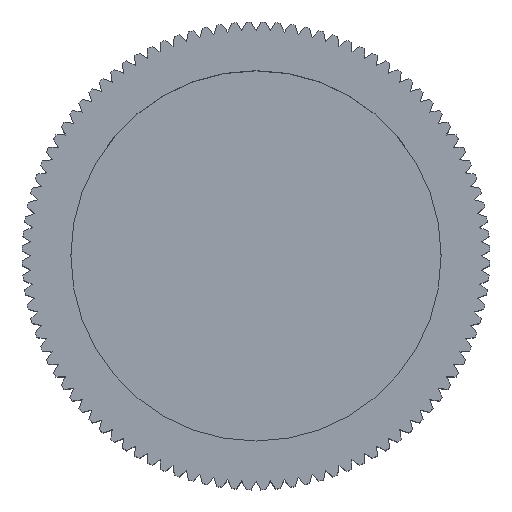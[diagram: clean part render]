
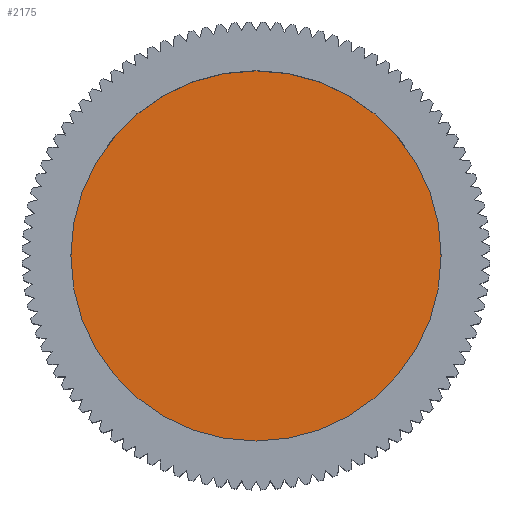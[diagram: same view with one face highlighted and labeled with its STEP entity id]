
A CAD part, top view. The second image highlights one B-rep face of the part: STEP entity #2175.
In plain terms, the highlighted planar face has unit normal (0, 0, 1).
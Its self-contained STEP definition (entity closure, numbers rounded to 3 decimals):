
#2175=ADVANCED_FACE('',(#6000),#6001,.F.);
#2471=EDGE_CURVE('',#4299,#3841,#6329,.T.);
#3841=VERTEX_POINT('',#7820);
#4299=VERTEX_POINT('',#8307);
#4463=EDGE_CURVE('',#3841,#4299,#8484,.T.);
#6000=FACE_OUTER_BOUND('',#10305,.T.);
#6001=PLANE('',#10306);
#6329=CIRCLE('',#10876,9.5);
#7820=CARTESIAN_POINT('',(-9.5,0.,10.5));
#8307=CARTESIAN_POINT('',(9.5,0.0,10.5));
#8484=CIRCLE('',#14663,9.5);
#10305=EDGE_LOOP('',(#17502,#17503));
#10306=AXIS2_PLACEMENT_3D('',#17504,#17505,#17506);
#10876=AXIS2_PLACEMENT_3D('',#17866,#17867,#17868);
#14663=AXIS2_PLACEMENT_3D('',#20221,#20222,#20223);
#17502=ORIENTED_EDGE('',*,*,#2471,.F.);
#17503=ORIENTED_EDGE('',*,*,#4463,.F.);
#17504=CARTESIAN_POINT('',(0.0,0.0,10.5));
#17505=DIRECTION('',(0.0,0.0,-1.0));
#17506=DIRECTION('',(-1.0,0.0,0.0));
#17866=CARTESIAN_POINT('',(0.0,0.0,10.5));
#17867=DIRECTION('',(0.0,0.0,-1.0));
#17868=DIRECTION('',(1.0,0.0,0.0));
#20221=CARTESIAN_POINT('',(0.0,0.0,10.5));
#20222=DIRECTION('',(0.0,0.0,-1.0));
#20223=DIRECTION('',(1.0,0.0,0.0));
